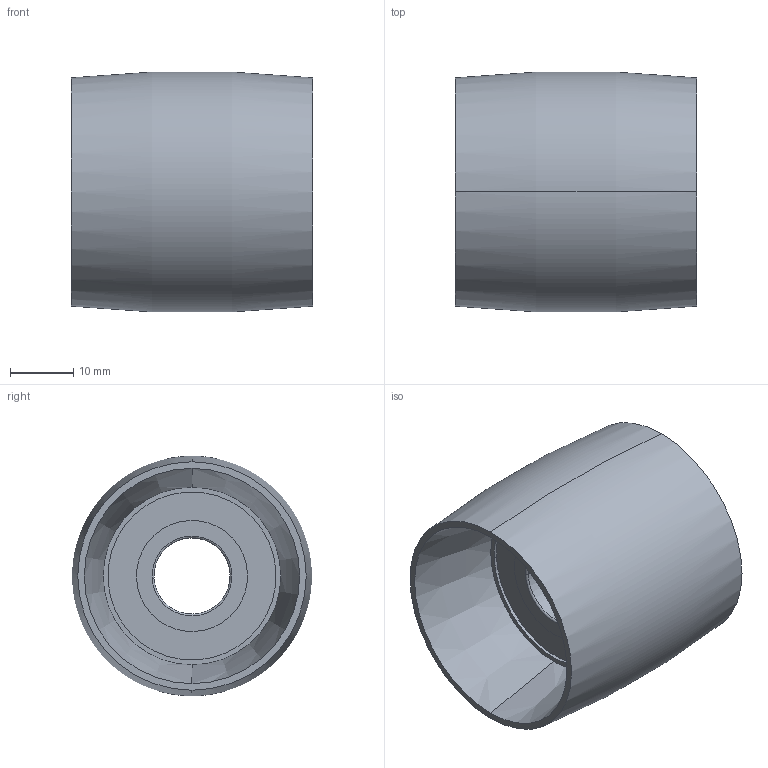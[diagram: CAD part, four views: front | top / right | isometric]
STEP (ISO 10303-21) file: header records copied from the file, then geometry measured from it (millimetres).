
FILE_DESCRIPTION (( 'STEP AP214' ), '1' );
FILE_NAME ('0025215_FPRO-038-38-10-K12.step', '2018-06-08T10:49:49', ( '' ), ( '' ), 'SwSTEP 2.0', 'SolidWorks 2018', '' );
FILE_SCHEMA (( 'AUTOMOTIVE_DESIGN' ));
Length unit declared in the file: millimetre
Products named in the file (1): 0025215_FPRO-038-38-10-K12
Bounding box: 38 x 37.77 x 37.78 mm (x, y, z)
Volume: 17814.1 mm3; surface area: 14776.9 mm2
Topology: 6 solids, 6 shells, 62 faces, 124 edges, 74 vertices
Faces by surface type: torus 24, cylinder 22, plane 12, cone 4
Entity records: 2423 total; most frequent: DIRECTION 348, CARTESIAN_POINT 261, ORIENTED_EDGE 248, AXIS2_PLACEMENT_3D 161, EDGE_CURVE 124, CIRCLE 98, EDGE_LOOP 74, VERTEX_POINT 74
